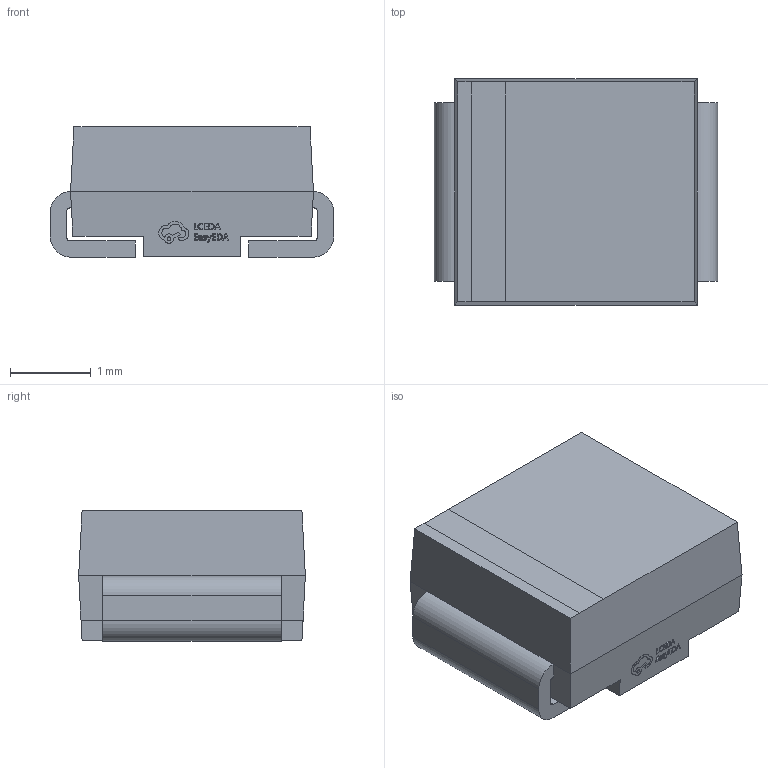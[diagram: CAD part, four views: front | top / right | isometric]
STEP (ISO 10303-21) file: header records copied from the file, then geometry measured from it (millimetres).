
FILE_DESCRIPTION (( 'STEP AP214' ), '1' );
FILE_NAME ('CASE-B_3528-A.step', '2022-06-24T01:45:51', ( '' ), ( '' ), 'SwSTEP 2.0', 'SolidWorks 2020', '' );
FILE_SCHEMA (( 'AUTOMOTIVE_DESIGN' ));
Length unit declared in the file: millimetre
Products named in the file (1): CASE-B_3528-A
Bounding box: 3.5 x 2.8 x 1.61 mm (x, y, z)
Volume: 13.3 mm3; surface area: 48.7 mm2
Topology: 1 solids, 1 shells, 323 faces, 877 edges, 582 vertices
Faces by surface type: plane 203, bspline 112, cylinder 8
Entity records: 14235 total; most frequent: CARTESIAN_POINT 3887, ORIENTED_EDGE 1754, DIRECTION 1089, EDGE_CURVE 877, LINE 633, VECTOR 633, VERTEX_POINT 582, EDGE_LOOP 349
